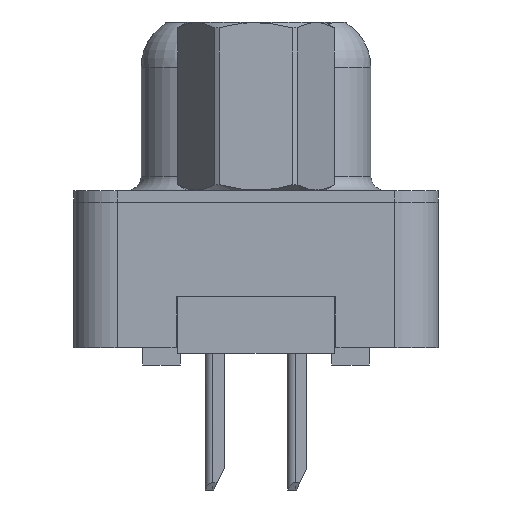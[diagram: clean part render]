
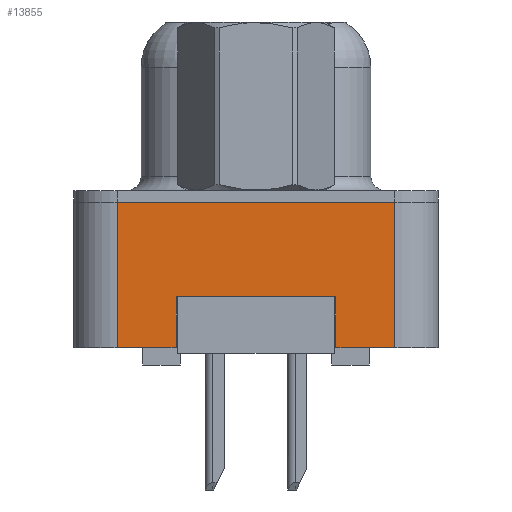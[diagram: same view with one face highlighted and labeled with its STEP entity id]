
A CAD part, left-side view. The second image highlights one B-rep face of the part: STEP entity #13855.
In plain terms, the highlighted planar face has unit normal (-1, 0, 0).
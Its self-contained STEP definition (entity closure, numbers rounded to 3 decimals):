
#551 = DIRECTION ( 'NONE',  ( 0., 1., 0. ) ) ;
#653 = DIRECTION ( 'NONE',  ( 0., 0., -1. ) ) ;
#727 = CARTESIAN_POINT ( 'NONE',  ( -2.905, -4.775, -5. ) ) ;
#869 = CARTESIAN_POINT ( 'NONE',  ( -2.905, -2.75, -3.25 ) ) ;
#968 = DIRECTION ( 'NONE',  ( 0., 0., -1. ) ) ;
#1517 = ORIENTED_EDGE ( 'NONE', *, *, #3286, .T. ) ;
#2082 = LINE ( 'NONE', #8360, #12784 ) ;
#2320 = EDGE_CURVE ( 'NONE', #15126, #15020, #19270, .T. ) ;
#2691 = VECTOR ( 'NONE', #968, 1000. ) ;
#2880 = EDGE_CURVE ( 'NONE', #14096, #9478, #14872, .T. ) ;
#3286 = EDGE_CURVE ( 'NONE', #15020, #9478, #13913, .T. ) ;
#3576 = CARTESIAN_POINT ( 'NONE',  ( -2.905, -4.775, -5. ) ) ;
#3646 = VECTOR ( 'NONE', #8097, 1000. ) ;
#3803 = LINE ( 'NONE', #727, #9947 ) ;
#4151 = VECTOR ( 'NONE', #16517, 1000. ) ;
#4167 = VERTEX_POINT ( 'NONE', #16336 ) ;
#4393 = CARTESIAN_POINT ( 'NONE',  ( -2.905, -4.775, -5. ) ) ;
#5525 = DIRECTION ( 'NONE',  ( -1., 0., 0. ) ) ;
#6028 = DIRECTION ( 'NONE',  ( 0., 0., 1. ) ) ;
#6448 = VERTEX_POINT ( 'NONE', #15863 ) ;
#6813 = EDGE_CURVE ( 'NONE', #13674, #11090, #2082, .T. ) ;
#7056 = EDGE_CURVE ( 'NONE', #4167, #14096, #8198, .T. ) ;
#7166 = FACE_OUTER_BOUND ( 'NONE', #18731, .T. ) ;
#8097 = DIRECTION ( 'NONE',  ( 0., 0., 1. ) ) ;
#8198 = LINE ( 'NONE', #8301, #3646 ) ;
#8301 = CARTESIAN_POINT ( 'NONE',  ( -2.905, 4.775, -5. ) ) ;
#8360 = CARTESIAN_POINT ( 'NONE',  ( -2.905, 2.75, -3.25 ) ) ;
#8373 = EDGE_CURVE ( 'NONE', #6448, #15126, #14908, .T. ) ;
#8476 = ORIENTED_EDGE ( 'NONE', *, *, #2880, .F. ) ;
#8997 = AXIS2_PLACEMENT_3D ( 'NONE', #19272, #5525, #14948 ) ;
#9478 = VERTEX_POINT ( 'NONE', #12282 ) ;
#9576 = ORIENTED_EDGE ( 'NONE', *, *, #8373, .T. ) ;
#9947 = VECTOR ( 'NONE', #19286, 1000. ) ;
#10119 = EDGE_CURVE ( 'NONE', #6448, #13674, #15719, .T. ) ;
#10263 = CARTESIAN_POINT ( 'NONE',  ( -2.905, -4.775, 0. ) ) ;
#10792 = EDGE_CURVE ( 'NONE', #4167, #11090, #3803, .T. ) ;
#11090 = VERTEX_POINT ( 'NONE', #17510 ) ;
#11780 = CARTESIAN_POINT ( 'NONE',  ( -2.905, -2.75, -5. ) ) ;
#12282 = CARTESIAN_POINT ( 'NONE',  ( -2.905, -4.775, 0. ) ) ;
#12784 = VECTOR ( 'NONE', #653, 1000. ) ;
#12827 = CARTESIAN_POINT ( 'NONE',  ( -2.905, 2.75, -3.25 ) ) ;
#13658 = ORIENTED_EDGE ( 'NONE', *, *, #7056, .F. ) ;
#13674 = VERTEX_POINT ( 'NONE', #12827 ) ;
#13855 = ADVANCED_FACE ( 'NONE', ( #7166 ), #19379, .T. ) ;
#13913 = LINE ( 'NONE', #4393, #18673 ) ;
#13943 = VECTOR ( 'NONE', #14332, 1000. ) ;
#14027 = ORIENTED_EDGE ( 'NONE', *, *, #6813, .F. ) ;
#14096 = VERTEX_POINT ( 'NONE', #16232 ) ;
#14332 = DIRECTION ( 'NONE',  ( 0., -1., 0. ) ) ;
#14872 = LINE ( 'NONE', #10263, #4151 ) ;
#14908 = LINE ( 'NONE', #869, #2691 ) ;
#14948 = DIRECTION ( 'NONE',  ( 0., 0., 1. ) ) ;
#15020 = VERTEX_POINT ( 'NONE', #19276 ) ;
#15126 = VERTEX_POINT ( 'NONE', #11780 ) ;
#15489 = ORIENTED_EDGE ( 'NONE', *, *, #10792, .T. ) ;
#15719 = LINE ( 'NONE', #15814, #16806 ) ;
#15814 = CARTESIAN_POINT ( 'NONE',  ( -2.905, 2.75, -3.25 ) ) ;
#15863 = CARTESIAN_POINT ( 'NONE',  ( -2.905, -2.75, -3.25 ) ) ;
#16232 = CARTESIAN_POINT ( 'NONE',  ( -2.905, 4.775, 0. ) ) ;
#16336 = CARTESIAN_POINT ( 'NONE',  ( -2.905, 4.775, -5. ) ) ;
#16517 = DIRECTION ( 'NONE',  ( 0., -1., 0. ) ) ;
#16806 = VECTOR ( 'NONE', #551, 1000. ) ;
#17510 = CARTESIAN_POINT ( 'NONE',  ( -2.905, 2.75, -5. ) ) ;
#18094 = ORIENTED_EDGE ( 'NONE', *, *, #2320, .T. ) ;
#18656 = ORIENTED_EDGE ( 'NONE', *, *, #10119, .F. ) ;
#18673 = VECTOR ( 'NONE', #6028, 1000. ) ;
#18731 = EDGE_LOOP ( 'NONE', ( #9576, #18094, #1517, #8476, #13658, #15489, #14027, #18656 ) ) ;
#19270 = LINE ( 'NONE', #3576, #13943 ) ;
#19272 = CARTESIAN_POINT ( 'NONE',  ( -2.905, -4.775, -5. ) ) ;
#19276 = CARTESIAN_POINT ( 'NONE',  ( -2.905, -4.775, -5. ) ) ;
#19286 = DIRECTION ( 'NONE',  ( 0., -1., 0. ) ) ;
#19379 = PLANE ( 'NONE',  #8997 ) ;
